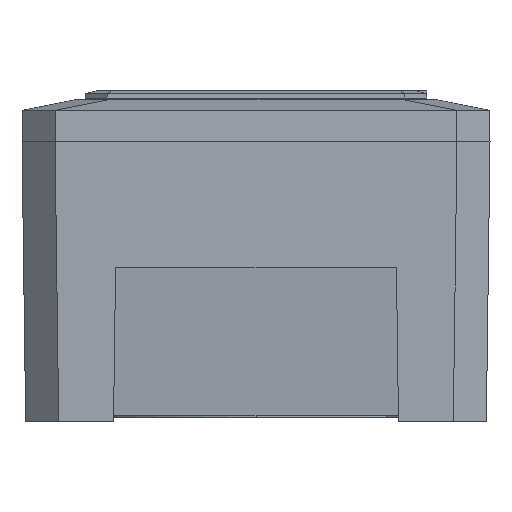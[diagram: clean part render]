
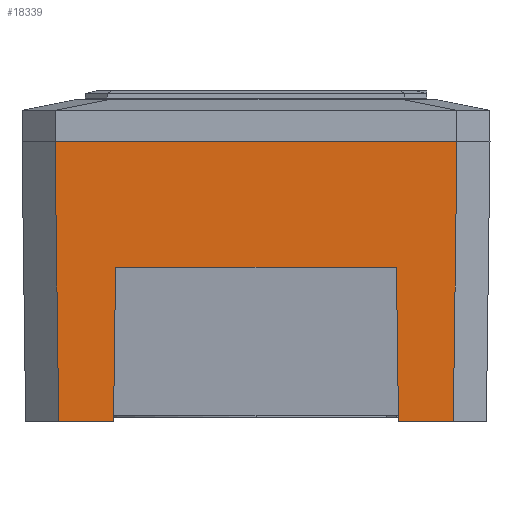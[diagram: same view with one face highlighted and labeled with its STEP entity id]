
A CAD part, left-side view. The second image highlights one B-rep face of the part: STEP entity #18339.
In plain terms, the highlighted planar face has unit normal (-1, 0, -0.013).
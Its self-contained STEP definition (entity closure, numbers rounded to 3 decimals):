
#228 = VECTOR ( 'NONE', #21541, 1000. ) ;
#1719 = EDGE_CURVE ( 'NONE', #2345, #21881, #21665, .T. ) ;
#2142 = VECTOR ( 'NONE', #23398, 1000. ) ;
#2218 = CARTESIAN_POINT ( 'NONE',  ( -42.202, -25.875, -22.75 ) ) ;
#2345 = VERTEX_POINT ( 'NONE', #21373 ) ;
#2636 = ORIENTED_EDGE ( 'NONE', *, *, #16056, .T. ) ;
#2650 = DIRECTION ( 'NONE',  ( 0., -1., 0. ) ) ;
#2718 = LINE ( 'NONE', #26264, #228 ) ;
#2879 = CARTESIAN_POINT ( 'NONE',  ( -41.836, 35.835, -50.75 ) ) ;
#3229 = EDGE_CURVE ( 'NONE', #28763, #5309, #8123, .T. ) ;
#3250 = FACE_OUTER_BOUND ( 'NONE', #17291, .T. ) ;
#3278 = ORIENTED_EDGE ( 'NONE', *, *, #14207, .T. ) ;
#4025 = DIRECTION ( 'NONE',  ( -0.013, -0.013, 1. ) ) ;
#4454 = CARTESIAN_POINT ( 'NONE',  ( -42.486, 36.486, -1.034 ) ) ;
#4799 = EDGE_CURVE ( 'NONE', #30702, #17318, #25929, .T. ) ;
#5309 = VERTEX_POINT ( 'NONE', #19580 ) ;
#5875 = VECTOR ( 'NONE', #13310, 1000. ) ;
#6063 = LINE ( 'NONE', #30063, #29627 ) ;
#6352 = VECTOR ( 'NONE', #2650, 1000. ) ;
#6464 = CARTESIAN_POINT ( 'NONE',  ( -42.5, -42.5, 0. ) ) ;
#6924 = CARTESIAN_POINT ( 'NONE',  ( -42.512, 25.199, 0.886 ) ) ;
#8123 = LINE ( 'NONE', #8442, #19218 ) ;
#8408 = CARTESIAN_POINT ( 'NONE',  ( -42.5, 36.499, 0. ) ) ;
#8442 = CARTESIAN_POINT ( 'NONE',  ( -41.836, 0., -50.75 ) ) ;
#9296 = LINE ( 'NONE', #6464, #5875 ) ;
#9813 = EDGE_CURVE ( 'NONE', #30702, #19313, #9296, .T. ) ;
#10984 = ORIENTED_EDGE ( 'NONE', *, *, #13180, .T. ) ;
#11888 = CARTESIAN_POINT ( 'NONE',  ( -42.202, 25.508, -22.75 ) ) ;
#12466 = VECTOR ( 'NONE', #16575, 1000. ) ;
#12898 = DIRECTION ( 'NONE',  ( -1., 0., -0.013 ) ) ;
#13180 = EDGE_CURVE ( 'NONE', #17318, #17469, #14802, .T. ) ;
#13310 = DIRECTION ( 'NONE',  ( 0., -1., 0. ) ) ;
#14207 = EDGE_CURVE ( 'NONE', #17469, #21881, #16878, .T. ) ;
#14691 = CARTESIAN_POINT ( 'NONE',  ( -42.5, -36.498, 0. ) ) ;
#14753 = ORIENTED_EDGE ( 'NONE', *, *, #19005, .F. ) ;
#14802 = LINE ( 'NONE', #24751, #6352 ) ;
#16056 = EDGE_CURVE ( 'NONE', #5309, #19313, #6063, .T. ) ;
#16575 = DIRECTION ( 'NONE',  ( -0.013, -0.013, 1. ) ) ;
#16864 = AXIS2_PLACEMENT_3D ( 'NONE', #17800, #12898, #18121 ) ;
#16878 = LINE ( 'NONE', #6924, #12466 ) ;
#17221 = ORIENTED_EDGE ( 'NONE', *, *, #9813, .F. ) ;
#17291 = EDGE_LOOP ( 'NONE', ( #14753, #25316, #2636, #17221, #18503, #10984, #3278, #22958 ) ) ;
#17318 = VERTEX_POINT ( 'NONE', #2879 ) ;
#17469 = VERTEX_POINT ( 'NONE', #27046 ) ;
#17800 = CARTESIAN_POINT ( 'NONE',  ( -42.5, -42.5, 0. ) ) ;
#18121 = DIRECTION ( 'NONE',  ( -0.013, 0., 1. ) ) ;
#18339 = ADVANCED_FACE ( 'NONE', ( #3250 ), #30091, .T. ) ;
#18503 = ORIENTED_EDGE ( 'NONE', *, *, #4799, .T. ) ;
#19005 = EDGE_CURVE ( 'NONE', #28763, #2345, #2718, .T. ) ;
#19218 = VECTOR ( 'NONE', #27219, 1000. ) ;
#19313 = VERTEX_POINT ( 'NONE', #14691 ) ;
#19580 = CARTESIAN_POINT ( 'NONE',  ( -41.836, -35.834, -50.75 ) ) ;
#21345 = DIRECTION ( 'NONE',  ( 0., 1., 0. ) ) ;
#21373 = CARTESIAN_POINT ( 'NONE',  ( -42.202, -25.508, -22.75 ) ) ;
#21541 = DIRECTION ( 'NONE',  ( -0.013, 0.013, 1. ) ) ;
#21665 = LINE ( 'NONE', #2218, #26947 ) ;
#21881 = VERTEX_POINT ( 'NONE', #11888 ) ;
#22958 = ORIENTED_EDGE ( 'NONE', *, *, #1719, .F. ) ;
#23398 = DIRECTION ( 'NONE',  ( 0.013, -0.013, -1. ) ) ;
#24751 = CARTESIAN_POINT ( 'NONE',  ( -41.836, 0., -50.75 ) ) ;
#25316 = ORIENTED_EDGE ( 'NONE', *, *, #3229, .T. ) ;
#25929 = LINE ( 'NONE', #4454, #2142 ) ;
#26264 = CARTESIAN_POINT ( 'NONE',  ( -42.497, -25.214, -0.226 ) ) ;
#26863 = CARTESIAN_POINT ( 'NONE',  ( -41.836, -25.875, -50.75 ) ) ;
#26947 = VECTOR ( 'NONE', #21345, 1000. ) ;
#27046 = CARTESIAN_POINT ( 'NONE',  ( -41.836, 25.875, -50.75 ) ) ;
#27219 = DIRECTION ( 'NONE',  ( 0., -1., 0. ) ) ;
#28763 = VERTEX_POINT ( 'NONE', #26863 ) ;
#29627 = VECTOR ( 'NONE', #4025, 1000. ) ;
#30063 = CARTESIAN_POINT ( 'NONE',  ( -42.501, -36.499, 0.079 ) ) ;
#30091 = PLANE ( 'NONE',  #16864 ) ;
#30702 = VERTEX_POINT ( 'NONE', #8408 ) ;
